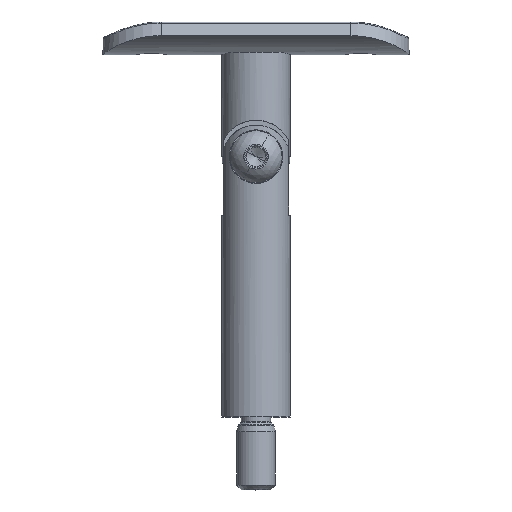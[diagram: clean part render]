
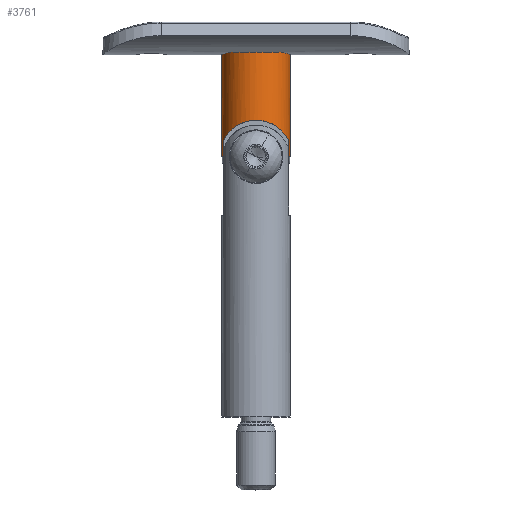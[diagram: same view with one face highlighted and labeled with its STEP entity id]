
A CAD part, top view. The second image highlights one B-rep face of the part: STEP entity #3761.
In plain terms, the highlighted cylindrical face has radius 7 mm (diameter 14 mm), a partial arc.
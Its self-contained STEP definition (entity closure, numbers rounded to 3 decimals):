
#67 = CARTESIAN_POINT ( 'NONE',  ( 5.655, 13.262, 4.142 ) ) ;
#137 = CARTESIAN_POINT ( 'NONE',  ( 0., 28.5, 7. ) ) ;
#348 = VERTEX_POINT ( 'NONE', #4862 ) ;
#548 = VERTEX_POINT ( 'NONE', #8105 ) ;
#809 = LINE ( 'NONE', #2631, #10436 ) ;
#1141 = CARTESIAN_POINT ( 'NONE',  ( 4.141, 11.937, -5.654 ) ) ;
#1208 = EDGE_CURVE ( 'NONE', #15264, #548, #12428, .T. ) ;
#1231 = AXIS2_PLACEMENT_3D ( 'NONE', #12301, #3387, #3816 ) ;
#1634 = CARTESIAN_POINT ( 'NONE',  ( 1.95, 10.325, 6.723 ) ) ;
#1683 = CARTESIAN_POINT ( 'NONE',  ( 4.418, 12.172, 5.441 ) ) ;
#1814 = EDGE_CURVE ( 'NONE', #5335, #348, #4195, .T. ) ;
#2149 = EDGE_LOOP ( 'NONE', ( #16213, #5323, #8030, #13976, #12055, #8342, #6118, #9533 ) ) ;
#2459 = CARTESIAN_POINT ( 'NONE',  ( 6.813, 14.325, 1.661 ) ) ;
#2574 = CARTESIAN_POINT ( 'NONE',  ( 6.422, 13.964, 2.813 ) ) ;
#2631 = CARTESIAN_POINT ( 'NONE',  ( 1.95, 28.5, -6.723 ) ) ;
#2903 = CARTESIAN_POINT ( 'NONE',  ( 2.306, 10.533, 6.62 ) ) ;
#3126 = CARTESIAN_POINT ( 'NONE',  ( 1.95, 10.325, -6.723 ) ) ;
#3176 = CARTESIAN_POINT ( 'NONE',  ( 1.95, 28.5, 6.723 ) ) ;
#3387 = DIRECTION ( 'NONE',  ( 0., 1., 0. ) ) ;
#3542 = CYLINDRICAL_SURFACE ( 'NONE', #13750, 7. ) ;
#3622 = CARTESIAN_POINT ( 'NONE',  ( 6.701, 14.221, 2.064 ) ) ;
#3668 = CARTESIAN_POINT ( 'NONE',  ( 6.255, 13.809, 3.167 ) ) ;
#3726 = CARTESIAN_POINT ( 'NONE',  ( 7., 14.5, -0.203 ) ) ;
#3750 = VERTEX_POINT ( 'NONE', #9067 ) ;
#3761 = ADVANCED_FACE ( 'NONE', ( #11196 ), #3542, .T. ) ;
#3782 = CARTESIAN_POINT ( 'NONE',  ( 6.424, 13.965, -2.809 ) ) ;
#3816 = DIRECTION ( 'NONE',  ( 0., 0., -1. ) ) ;
#3830 = CARTESIAN_POINT ( 'NONE',  ( 6.256, 13.81, -3.164 ) ) ;
#3897 = CARTESIAN_POINT ( 'NONE',  ( 0., 28.5, 7. ) ) ;
#4075 = DIRECTION ( 'NONE',  ( 0., 0., -1. ) ) ;
#4195 = CIRCLE ( 'NONE', #1231, 7. ) ;
#4301 = CARTESIAN_POINT ( 'NONE',  ( 1.95, 10.325, 6.723 ) ) ;
#4340 = CIRCLE ( 'NONE', #5540, 7. ) ;
#4423 = VERTEX_POINT ( 'NONE', #11847 ) ;
#4862 = CARTESIAN_POINT ( 'NONE',  ( 0., 7., -7. ) ) ;
#4973 = VERTEX_POINT ( 'NONE', #3126 ) ;
#4996 = CARTESIAN_POINT ( 'NONE',  ( 6.814, 14.327, -1.654 ) ) ;
#5042 = CARTESIAN_POINT ( 'NONE',  ( 6.703, 14.224, -2.056 ) ) ;
#5323 = ORIENTED_EDGE ( 'NONE', *, *, #1208, .T. ) ;
#5335 = VERTEX_POINT ( 'NONE', #13706 ) ;
#5365 = DIRECTION ( 'NONE',  ( 0., 0., -1. ) ) ;
#5446 = CARTESIAN_POINT ( 'NONE',  ( 4.14, 11.936, 5.655 ) ) ;
#5540 = AXIS2_PLACEMENT_3D ( 'NONE', #7676, #11461, #5365 ) ;
#6117 = B_SPLINE_CURVE_WITH_KNOTS ( 'NONE', 3,
 ( #1634, #2903, #12921, #6736, #7922, #5446, #1683, #11702, #13693, #67, #12528, #3668, #2574, #3622, #2459, #11332, #8707, #3726, #12467, #16097, #7344, #4996, #5042, #3782, #3830, #6208, #12369, #13806, #13756, #6310, #1141, #15063, #8820, #7549, #11232, #14959 ),
 .UNSPECIFIED., .F., .F.,
 ( 4, 2, 2, 2, 2, 2, 2, 2, 2, 2, 2, 2, 2, 2, 2, 2, 2, 4 ),
 ( 0., 0.001, 0.003, 0.004, 0.005, 0.006, 0.008, 0.009, 0.01, 0.011, 0.011, 0.013, 0.014, 0.015, 0.016, 0.018, 0.019, 0.02 ),
 .UNSPECIFIED. ) ;
#6118 = ORIENTED_EDGE ( 'NONE', *, *, #1814, .T. ) ;
#6208 = CARTESIAN_POINT ( 'NONE',  ( 5.869, 13.457, -3.834 ) ) ;
#6310 = CARTESIAN_POINT ( 'NONE',  ( 4.419, 12.173, -5.441 ) ) ;
#6445 = EDGE_CURVE ( 'NONE', #15264, #3750, #7606, .T. ) ;
#6608 = CARTESIAN_POINT ( 'NONE',  ( 0., 28.5, -7. ) ) ;
#6707 = LINE ( 'NONE', #6608, #10022 ) ;
#6720 = DIRECTION ( 'NONE',  ( 0., -1., 0. ) ) ;
#6736 = CARTESIAN_POINT ( 'NONE',  ( 3.264, 11.226, 6.202 ) ) ;
#7344 = CARTESIAN_POINT ( 'NONE',  ( 6.925, 14.43, -1.042 ) ) ;
#7540 = EDGE_CURVE ( 'NONE', #5335, #4973, #809, .T. ) ;
#7549 = CARTESIAN_POINT ( 'NONE',  ( 2.635, 10.762, -6.494 ) ) ;
#7606 = CIRCLE ( 'NONE', #14580, 7. ) ;
#7676 = CARTESIAN_POINT ( 'NONE',  ( 0., 7., 0. ) ) ;
#7922 = CARTESIAN_POINT ( 'NONE',  ( 3.564, 11.464, 6.035 ) ) ;
#8030 = ORIENTED_EDGE ( 'NONE', *, *, #16010, .T. ) ;
#8105 = CARTESIAN_POINT ( 'NONE',  ( 0., 7., 7. ) ) ;
#8342 = ORIENTED_EDGE ( 'NONE', *, *, #7540, .F. ) ;
#8515 = VECTOR ( 'NONE', #15811, 1000. ) ;
#8521 = VECTOR ( 'NONE', #11460, 1000. ) ;
#8707 = CARTESIAN_POINT ( 'NONE',  ( 6.999, 14.5, 0.432 ) ) ;
#8770 = DIRECTION ( 'NONE',  ( 0., 1., 0. ) ) ;
#8820 = CARTESIAN_POINT ( 'NONE',  ( 3.265, 11.227, -6.202 ) ) ;
#9067 = CARTESIAN_POINT ( 'NONE',  ( 0., 28.5, -7. ) ) ;
#9116 = DIRECTION ( 'NONE',  ( 0., -1., 0. ) ) ;
#9533 = ORIENTED_EDGE ( 'NONE', *, *, #15570, .F. ) ;
#10022 = VECTOR ( 'NONE', #6720, 1000. ) ;
#10024 = DIRECTION ( 'NONE',  ( 0., 0., 1. ) ) ;
#10436 = VECTOR ( 'NONE', #12481, 1000. ) ;
#10473 = CARTESIAN_POINT ( 'NONE',  ( 0., 28.5, 0. ) ) ;
#11196 = FACE_OUTER_BOUND ( 'NONE', #2149, .T. ) ;
#11232 = CARTESIAN_POINT ( 'NONE',  ( 2.306, 10.533, -6.62 ) ) ;
#11332 = CARTESIAN_POINT ( 'NONE',  ( 6.961, 14.464, 0.847 ) ) ;
#11460 = DIRECTION ( 'NONE',  ( 0., -1., 0. ) ) ;
#11461 = DIRECTION ( 'NONE',  ( 0., 1., 0. ) ) ;
#11702 = CARTESIAN_POINT ( 'NONE',  ( 4.946, 12.63, 4.966 ) ) ;
#11847 = CARTESIAN_POINT ( 'NONE',  ( 1.95, 7., 6.723 ) ) ;
#12055 = ORIENTED_EDGE ( 'NONE', *, *, #15718, .T. ) ;
#12301 = CARTESIAN_POINT ( 'NONE',  ( 0., 7., 0. ) ) ;
#12369 = CARTESIAN_POINT ( 'NONE',  ( 5.656, 13.263, -4.14 ) ) ;
#12428 = LINE ( 'NONE', #137, #8521 ) ;
#12467 = CARTESIAN_POINT ( 'NONE',  ( 6.991, 14.491, -0.417 ) ) ;
#12475 = CARTESIAN_POINT ( 'NONE',  ( 0., 28.5, 0. ) ) ;
#12481 = DIRECTION ( 'NONE',  ( 0., 1., 0. ) ) ;
#12528 = CARTESIAN_POINT ( 'NONE',  ( 5.868, 13.456, 3.836 ) ) ;
#12770 = EDGE_CURVE ( 'NONE', #14394, #4423, #15180, .T. ) ;
#12921 = CARTESIAN_POINT ( 'NONE',  ( 2.635, 10.761, 6.494 ) ) ;
#13693 = CARTESIAN_POINT ( 'NONE',  ( 5.194, 12.849, 4.707 ) ) ;
#13706 = CARTESIAN_POINT ( 'NONE',  ( 1.95, 7., -6.723 ) ) ;
#13750 = AXIS2_PLACEMENT_3D ( 'NONE', #10473, #9116, #4075 ) ;
#13756 = CARTESIAN_POINT ( 'NONE',  ( 4.948, 12.631, -4.965 ) ) ;
#13806 = CARTESIAN_POINT ( 'NONE',  ( 5.195, 12.851, -4.706 ) ) ;
#13976 = ORIENTED_EDGE ( 'NONE', *, *, #12770, .F. ) ;
#14394 = VERTEX_POINT ( 'NONE', #4301 ) ;
#14580 = AXIS2_PLACEMENT_3D ( 'NONE', #12475, #8770, #10024 ) ;
#14959 = CARTESIAN_POINT ( 'NONE',  ( 1.95, 10.325, -6.723 ) ) ;
#15063 = CARTESIAN_POINT ( 'NONE',  ( 3.565, 11.464, -6.034 ) ) ;
#15180 = LINE ( 'NONE', #3176, #8515 ) ;
#15264 = VERTEX_POINT ( 'NONE', #3897 ) ;
#15570 = EDGE_CURVE ( 'NONE', #3750, #348, #6707, .T. ) ;
#15718 = EDGE_CURVE ( 'NONE', #14394, #4973, #6117, .T. ) ;
#15811 = DIRECTION ( 'NONE',  ( 0., -1., 0. ) ) ;
#16010 = EDGE_CURVE ( 'NONE', #548, #4423, #4340, .T. ) ;
#16097 = CARTESIAN_POINT ( 'NONE',  ( 6.953, 14.456, -0.835 ) ) ;
#16213 = ORIENTED_EDGE ( 'NONE', *, *, #6445, .F. ) ;
